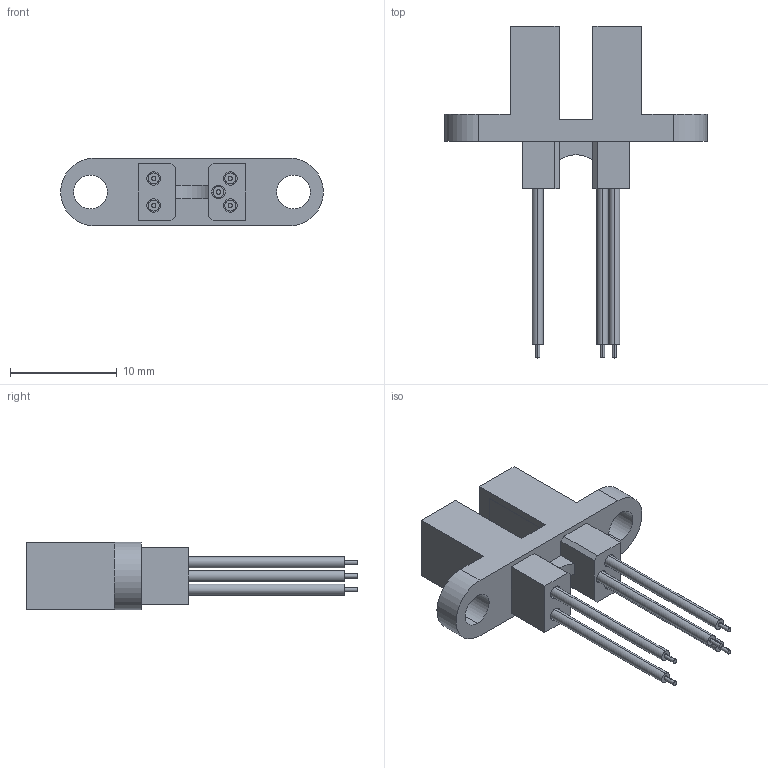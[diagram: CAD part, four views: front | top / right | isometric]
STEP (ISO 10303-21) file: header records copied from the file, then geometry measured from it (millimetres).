
FILE_DESCRIPTION (( 'STEP AP203' ), '1' );
FILE_NAME ('OPB980T51Z.STEP', '2018-02-14T18:34:20', ( '' ), ( '' ), 'SwSTEP 2.0', 'SolidWorks 2015', '' );
FILE_SCHEMA (( 'CONFIG_CONTROL_DESIGN' ));
Length unit declared in the file: inch
Products named in the file (1): OPB980T51Z
Bounding box: 24.64 x 31.11 x 6.35 mm (x, y, z)
Volume: 1027.2 mm3; surface area: 1479.3 mm2
Topology: 1 solids, 1 shells, 145 faces, 348 edges, 224 vertices
Faces by surface type: plane 92, cylinder 39, bspline 14
Entity records: 5067 total; most frequent: CARTESIAN_POINT 1628, ORIENTED_EDGE 696, DIRECTION 662, EDGE_CURVE 348, LINE 242, VECTOR 242, VERTEX_POINT 224, AXIS2_PLACEMENT_3D 210
